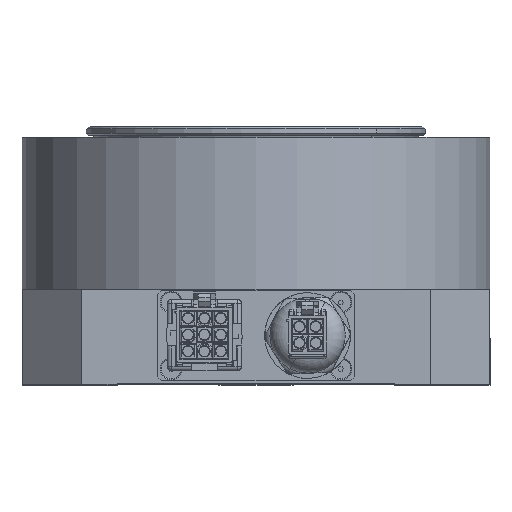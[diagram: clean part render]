
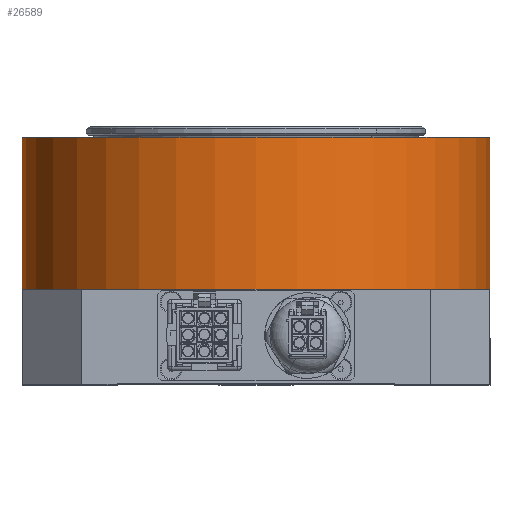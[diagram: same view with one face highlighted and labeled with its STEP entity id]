
A CAD part, top view. The second image highlights one B-rep face of the part: STEP entity #26589.
In plain terms, the highlighted cylindrical face has radius 59 mm (diameter 118 mm), a partial arc.
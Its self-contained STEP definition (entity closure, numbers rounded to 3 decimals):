
#1870 = VERTEX_POINT ( 'NONE', #20072 ) ;
#1956 = DIRECTION ( 'NONE',  ( 0., 1., 0. ) ) ;
#1963 = VECTOR ( 'NONE', #35627, 1000. ) ;
#2122 = DIRECTION ( 'NONE',  ( 0., 1., 0. ) ) ;
#3955 = LINE ( 'NONE', #27092, #22204 ) ;
#5778 = EDGE_CURVE ( 'NONE', #1870, #38656, #15107, .T. ) ;
#6116 = DIRECTION ( 'NONE',  ( -1., 0., 0. ) ) ;
#6591 = DIRECTION ( 'NONE',  ( -1., 0., 0. ) ) ;
#8063 = DIRECTION ( 'NONE',  ( -1., 0., 0. ) ) ;
#8279 = EDGE_LOOP ( 'NONE', ( #38146, #10373, #40041, #48758, #41932 ) ) ;
#8785 = EDGE_CURVE ( 'NONE', #49159, #13961, #3955, .T. ) ;
#10340 = VERTEX_POINT ( 'NONE', #47285 ) ;
#10373 = ORIENTED_EDGE ( 'NONE', *, *, #8785, .T. ) ;
#10669 = CIRCLE ( 'NONE', #38593, 59. ) ;
#13583 = AXIS2_PLACEMENT_3D ( 'NONE', #16164, #32200, #8063 ) ;
#13657 = CARTESIAN_POINT ( 'NONE',  ( 0., 23., 0. ) ) ;
#13780 = DIRECTION ( 'NONE',  ( 0., 1., 0. ) ) ;
#13961 = VERTEX_POINT ( 'NONE', #44364 ) ;
#15107 = LINE ( 'NONE', #39535, #1963 ) ;
#16164 = CARTESIAN_POINT ( 'NONE',  ( 0., 61.3, 0. ) ) ;
#16743 = AXIS2_PLACEMENT_3D ( 'NONE', #25470, #2122, #6116 ) ;
#20072 = CARTESIAN_POINT ( 'NONE',  ( -59., 23., 0. ) ) ;
#20767 = CIRCLE ( 'NONE', #16743, 59. ) ;
#22204 = VECTOR ( 'NONE', #47895, 1000. ) ;
#23129 = FACE_OUTER_BOUND ( 'NONE', #8279, .T. ) ;
#25470 = CARTESIAN_POINT ( 'NONE',  ( 0., 23., 0. ) ) ;
#26406 = EDGE_CURVE ( 'NONE', #38656, #13961, #45279, .T. ) ;
#26589 = ADVANCED_FACE ( 'NONE', ( #23129 ), #36388, .T. ) ;
#27092 = CARTESIAN_POINT ( 'NONE',  ( 59., 23., 0. ) ) ;
#29494 = CARTESIAN_POINT ( 'NONE',  ( 59., 23., 0. ) ) ;
#30226 = EDGE_CURVE ( 'NONE', #10340, #49159, #20767, .T. ) ;
#32200 = DIRECTION ( 'NONE',  ( 0., 1., 0. ) ) ;
#35172 = AXIS2_PLACEMENT_3D ( 'NONE', #13657, #1956, #49985 ) ;
#35627 = DIRECTION ( 'NONE',  ( 0., 1., 0. ) ) ;
#35840 = EDGE_CURVE ( 'NONE', #1870, #10340, #10669, .T. ) ;
#36388 = CYLINDRICAL_SURFACE ( 'NONE', #35172, 59. ) ;
#38146 = ORIENTED_EDGE ( 'NONE', *, *, #30226, .T. ) ;
#38593 = AXIS2_PLACEMENT_3D ( 'NONE', #44406, #13780, #6591 ) ;
#38656 = VERTEX_POINT ( 'NONE', #51658 ) ;
#39535 = CARTESIAN_POINT ( 'NONE',  ( -59., 23., 0. ) ) ;
#40041 = ORIENTED_EDGE ( 'NONE', *, *, #26406, .F. ) ;
#41932 = ORIENTED_EDGE ( 'NONE', *, *, #35840, .T. ) ;
#44364 = CARTESIAN_POINT ( 'NONE',  ( 59., 61.3, 0. ) ) ;
#44406 = CARTESIAN_POINT ( 'NONE',  ( 0., 23., 0. ) ) ;
#45279 = CIRCLE ( 'NONE', #13583, 59. ) ;
#47285 = CARTESIAN_POINT ( 'NONE',  ( 0., 23., 59. ) ) ;
#47895 = DIRECTION ( 'NONE',  ( 0., 1., 0. ) ) ;
#48758 = ORIENTED_EDGE ( 'NONE', *, *, #5778, .F. ) ;
#49159 = VERTEX_POINT ( 'NONE', #29494 ) ;
#49985 = DIRECTION ( 'NONE',  ( -1., 0., 0. ) ) ;
#51658 = CARTESIAN_POINT ( 'NONE',  ( -59., 61.3, 0. ) ) ;
